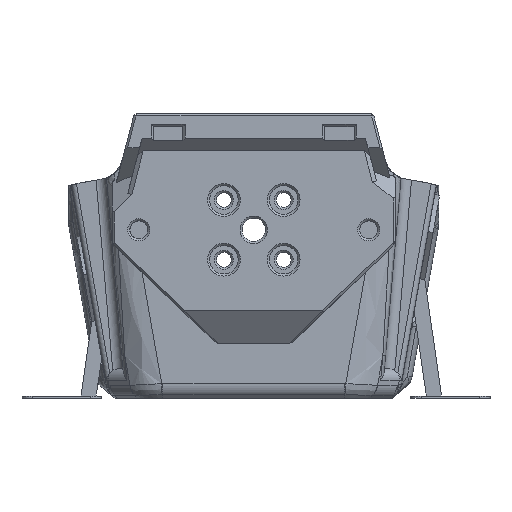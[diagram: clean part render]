
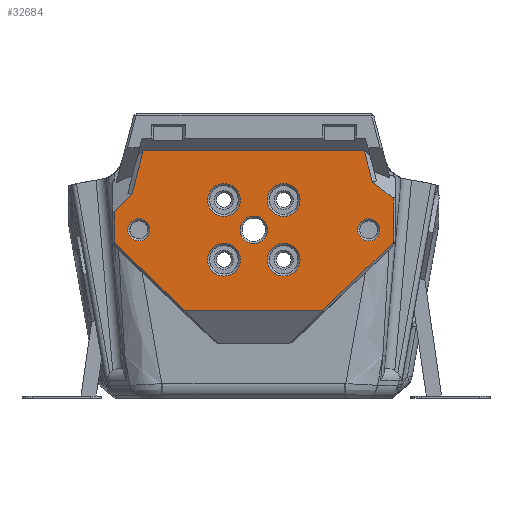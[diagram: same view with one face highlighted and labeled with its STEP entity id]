
A CAD part, front view. The second image highlights one B-rep face of the part: STEP entity #32684.
In plain terms, the highlighted planar face has unit normal (0, -1, 0).
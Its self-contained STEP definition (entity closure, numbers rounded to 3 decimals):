
#731=ELLIPSE('',#35418,0.222,0.15);
#732=ELLIPSE('',#35419,0.222,0.15);
#2359=CIRCLE('',#35420,2.1);
#2360=CIRCLE('',#35421,2.1);
#2361=CIRCLE('',#35422,2.6);
#2362=CIRCLE('',#35423,3.1);
#2363=CIRCLE('',#35424,3.1);
#2364=CIRCLE('',#35425,3.1);
#2365=CIRCLE('',#35426,3.1);
#10936=ORIENTED_EDGE('',*,*,#16751,.T.);
#10937=ORIENTED_EDGE('',*,*,#16752,.T.);
#10938=ORIENTED_EDGE('',*,*,#16753,.T.);
#10939=ORIENTED_EDGE('',*,*,#13974,.F.);
#10940=ORIENTED_EDGE('',*,*,#16754,.T.);
#10941=ORIENTED_EDGE('',*,*,#13965,.F.);
#10942=ORIENTED_EDGE('',*,*,#16755,.T.);
#10943=ORIENTED_EDGE('',*,*,#16756,.T.);
#10944=ORIENTED_EDGE('',*,*,#16757,.T.);
#10945=ORIENTED_EDGE('',*,*,#16758,.T.);
#10946=ORIENTED_EDGE('',*,*,#16759,.T.);
#10947=ORIENTED_EDGE('',*,*,#16760,.T.);
#10948=ORIENTED_EDGE('',*,*,#16761,.T.);
#10949=ORIENTED_EDGE('',*,*,#16762,.T.);
#10950=ORIENTED_EDGE('',*,*,#16763,.T.);
#10951=ORIENTED_EDGE('',*,*,#16764,.F.);
#10952=ORIENTED_EDGE('',*,*,#16765,.F.);
#10953=ORIENTED_EDGE('',*,*,#16766,.T.);
#10954=ORIENTED_EDGE('',*,*,#16767,.T.);
#13965=EDGE_CURVE('',#18385,#18386,#21323,.F.);
#13974=EDGE_CURVE('',#18394,#18395,#21332,.F.);
#16751=EDGE_CURVE('',#20121,#20122,#22890,.T.);
#16752=EDGE_CURVE('',#20122,#20123,#731,.T.);
#16753=EDGE_CURVE('',#20123,#18395,#22891,.T.);
#16754=EDGE_CURVE('',#18394,#18386,#22892,.T.);
#16755=EDGE_CURVE('',#18385,#20124,#22893,.T.);
#16756=EDGE_CURVE('',#20124,#20125,#22894,.F.);
#16757=EDGE_CURVE('',#20125,#20126,#22895,.T.);
#16758=EDGE_CURVE('',#20126,#20127,#732,.T.);
#16759=EDGE_CURVE('',#20127,#20128,#22896,.T.);
#16760=EDGE_CURVE('',#20128,#20121,#22897,.T.);
#16761=EDGE_CURVE('',#20129,#20129,#2359,.F.);
#16762=EDGE_CURVE('',#20130,#20130,#2360,.F.);
#16763=EDGE_CURVE('',#20131,#20131,#2361,.F.);
#16764=EDGE_CURVE('',#20132,#20132,#2362,.F.);
#16765=EDGE_CURVE('',#20133,#20133,#2363,.F.);
#16766=EDGE_CURVE('',#20134,#20134,#2364,.F.);
#16767=EDGE_CURVE('',#20135,#20135,#2365,.F.);
#18385=VERTEX_POINT('',#50270);
#18386=VERTEX_POINT('',#50272);
#18394=VERTEX_POINT('',#50289);
#18395=VERTEX_POINT('',#50291);
#20121=VERTEX_POINT('',#62554);
#20122=VERTEX_POINT('',#62555);
#20123=VERTEX_POINT('',#62557);
#20124=VERTEX_POINT('',#62561);
#20125=VERTEX_POINT('',#62563);
#20126=VERTEX_POINT('',#62565);
#20127=VERTEX_POINT('',#62567);
#20128=VERTEX_POINT('',#62569);
#20129=VERTEX_POINT('',#62572);
#20130=VERTEX_POINT('',#62574);
#20131=VERTEX_POINT('',#62576);
#20132=VERTEX_POINT('',#62578);
#20133=VERTEX_POINT('',#62580);
#20134=VERTEX_POINT('',#62582);
#20135=VERTEX_POINT('',#62584);
#21323=LINE('',#50271,#24226);
#21332=LINE('',#50290,#24235);
#22890=LINE('',#62553,#25793);
#22891=LINE('',#62558,#25794);
#22892=LINE('',#62559,#25795);
#22893=LINE('',#62560,#25796);
#22894=LINE('',#62562,#25797);
#22895=LINE('',#62564,#25798);
#22896=LINE('',#62568,#25799);
#22897=LINE('',#62570,#25800);
#24226=VECTOR('',#38199,1000.);
#24235=VECTOR('',#38210,1000.);
#25793=VECTOR('',#42774,1000.);
#25794=VECTOR('',#42777,1000.);
#25795=VECTOR('',#42778,1000.);
#25796=VECTOR('',#42779,1000.);
#25797=VECTOR('',#42780,1000.);
#25798=VECTOR('',#42781,1000.);
#25799=VECTOR('',#42784,1000.);
#25800=VECTOR('',#42785,1000.);
#27805=EDGE_LOOP('',(#10936,#10937,#10938,#10939,#10940,#10941,#10942,#10943,
#10944,#10945,#10946,#10947));
#27806=EDGE_LOOP('',(#10948));
#27807=EDGE_LOOP('',(#10949));
#27808=EDGE_LOOP('',(#10950));
#27809=EDGE_LOOP('',(#10951));
#27810=EDGE_LOOP('',(#10952));
#27811=EDGE_LOOP('',(#10953));
#27812=EDGE_LOOP('',(#10954));
#29775=FACE_BOUND('',#27805,.T.);
#29776=FACE_BOUND('',#27806,.T.);
#29777=FACE_BOUND('',#27807,.T.);
#29778=FACE_BOUND('',#27808,.T.);
#29779=FACE_BOUND('',#27809,.T.);
#29780=FACE_BOUND('',#27810,.T.);
#29781=FACE_BOUND('',#27811,.T.);
#29782=FACE_BOUND('',#27812,.T.);
#30972=PLANE('',#35417);
#32684=ADVANCED_FACE('',(#29775,#29776,#29777,#29778,#29779,#29780,#29781,
#29782),#30972,.T.);
#35417=AXIS2_PLACEMENT_3D('',#62552,#42772,#42773);
#35418=AXIS2_PLACEMENT_3D('',#62556,#42775,#42776);
#35419=AXIS2_PLACEMENT_3D('',#62566,#42782,#42783);
#35420=AXIS2_PLACEMENT_3D('',#62571,#42786,#42787);
#35421=AXIS2_PLACEMENT_3D('',#62573,#42788,#42789);
#35422=AXIS2_PLACEMENT_3D('',#62575,#42790,#42791);
#35423=AXIS2_PLACEMENT_3D('',#62577,#42792,#42793);
#35424=AXIS2_PLACEMENT_3D('',#62579,#42794,#42795);
#35425=AXIS2_PLACEMENT_3D('',#62581,#42796,#42797);
#35426=AXIS2_PLACEMENT_3D('',#62583,#42798,#42799);
#38199=DIRECTION('',(-1.,0.,0.));
#38210=DIRECTION('',(-0.797,0.,0.604));
#42772=DIRECTION('',(0.,-1.,0.));
#42773=DIRECTION('',(1.,0.,0.));
#42774=DIRECTION('',(0.722,0.,0.692));
#42775=DIRECTION('',(0.,-1.,0.));
#42776=DIRECTION('',(-0.92,0.,0.392));
#42777=DIRECTION('',(0.,0.,1.));
#42778=DIRECTION('',(-0.25,0.,0.968));
#42779=DIRECTION('',(-0.25,0.,-0.968));
#42780=DIRECTION('',(0.714,0.,0.7));
#42781=DIRECTION('',(0.,0.,-1.));
#42782=DIRECTION('',(0.,-1.,0.));
#42783=DIRECTION('',(-0.92,0.,-0.392));
#42784=DIRECTION('',(0.722,0.,-0.692));
#42785=DIRECTION('',(1.,0.,0.));
#42786=DIRECTION('',(0.,-1.,0.));
#42787=DIRECTION('',(1.,0.,0.));
#42788=DIRECTION('',(0.,-1.,0.));
#42789=DIRECTION('',(1.,0.,0.));
#42790=DIRECTION('',(0.,-1.,0.));
#42791=DIRECTION('',(0.,0.,-1.));
#42792=DIRECTION('',(0.,1.,0.));
#42793=DIRECTION('',(0.,0.,-1.));
#42794=DIRECTION('',(0.,1.,0.));
#42795=DIRECTION('',(0.,0.,-1.));
#42796=DIRECTION('',(0.,-1.,0.));
#42797=DIRECTION('',(0.,0.,-1.));
#42798=DIRECTION('',(0.,-1.,0.));
#42799=DIRECTION('',(0.,0.,-1.));
#50270=CARTESIAN_POINT('',(-20.926,-29.1,46.811));
#50271=CARTESIAN_POINT('',(-0.052,-29.1,46.811));
#50272=CARTESIAN_POINT('',(20.926,-29.1,46.811));
#50289=CARTESIAN_POINT('',(22.462,-29.1,40.868));
#50290=CARTESIAN_POINT('',(15.729,-29.1,45.972));
#50291=CARTESIAN_POINT('',(26.393,-29.1,37.888));
#62552=CARTESIAN_POINT('',(0.,-29.1,25.221));
#62553=CARTESIAN_POINT('',(10.556,-29.1,14.208));
#62554=CARTESIAN_POINT('',(13.09,-29.1,16.638));
#62555=CARTESIAN_POINT('',(26.361,-29.1,29.357));
#62556=CARTESIAN_POINT('',(26.181,-29.1,29.479));
#62557=CARTESIAN_POINT('',(26.393,-29.1,29.434));
#62558=CARTESIAN_POINT('',(26.393,-29.1,25.221));
#62559=CARTESIAN_POINT('',(24.847,-29.1,31.647));
#62560=CARTESIAN_POINT('',(-24.847,-29.1,31.647));
#62561=CARTESIAN_POINT('',(-23.06,-29.1,38.559));
#62562=CARTESIAN_POINT('',(-17.965,-29.1,43.552));
#62563=CARTESIAN_POINT('',(-26.393,-29.1,35.292));
#62564=CARTESIAN_POINT('',(-26.393,-29.1,25.221));
#62565=CARTESIAN_POINT('',(-26.393,-29.1,29.434));
#62566=CARTESIAN_POINT('',(-26.181,-29.1,29.479));
#62567=CARTESIAN_POINT('',(-26.361,-29.1,29.357));
#62568=CARTESIAN_POINT('',(-10.556,-29.1,14.208));
#62569=CARTESIAN_POINT('',(-13.09,-29.1,16.638));
#62570=CARTESIAN_POINT('',(-2.754,-29.1,16.638));
#62571=CARTESIAN_POINT('',(-21.75,-29.1,31.853));
#62572=CARTESIAN_POINT('',(-19.65,-29.1,31.853));
#62573=CARTESIAN_POINT('',(21.75,-29.1,31.853));
#62574=CARTESIAN_POINT('',(23.85,-29.1,31.853));
#62575=CARTESIAN_POINT('',(0.,-29.1,31.85));
#62576=CARTESIAN_POINT('',(0.,-29.1,29.25));
#62577=CARTESIAN_POINT('',(5.657,-29.1,37.507));
#62578=CARTESIAN_POINT('',(5.657,-29.1,34.407));
#62579=CARTESIAN_POINT('',(5.657,-29.1,26.193));
#62580=CARTESIAN_POINT('',(5.657,-29.1,23.093));
#62581=CARTESIAN_POINT('',(-5.657,-29.1,37.507));
#62582=CARTESIAN_POINT('',(-5.657,-29.1,34.407));
#62583=CARTESIAN_POINT('',(-5.657,-29.1,26.193));
#62584=CARTESIAN_POINT('',(-5.657,-29.1,23.093));
